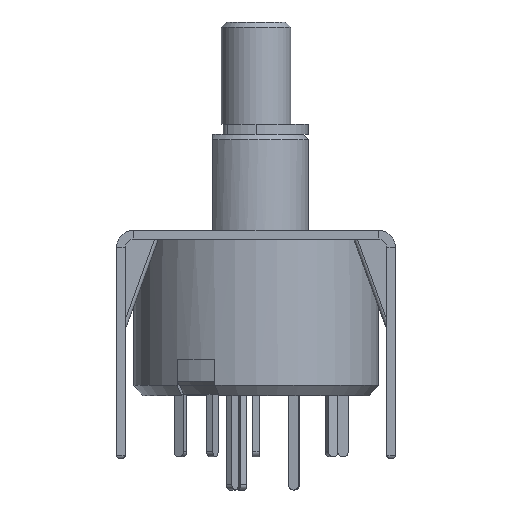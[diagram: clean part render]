
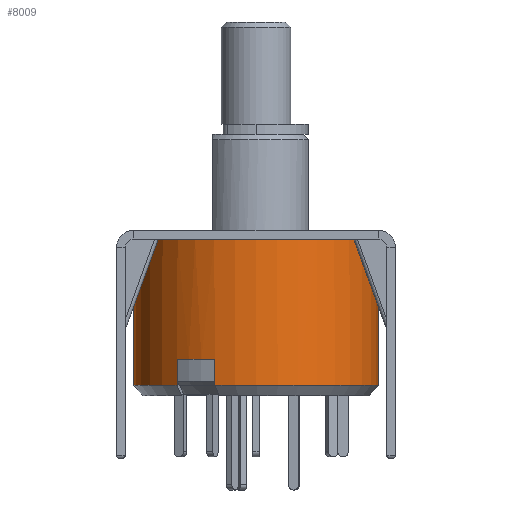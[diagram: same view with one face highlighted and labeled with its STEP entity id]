
A CAD part, front view. The second image highlights one B-rep face of the part: STEP entity #8009.
In plain terms, the highlighted cylindrical face has radius 7 mm (diameter 14 mm), a partial arc.
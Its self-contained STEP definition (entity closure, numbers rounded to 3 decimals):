
#9 = AXIS2_PLACEMENT_3D ( 'NONE', #5728, #1822, #3805 ) ;
#142 = CARTESIAN_POINT ( 'NONE',  ( -4.526, -5.34, -5.9 ) ) ;
#238 = EDGE_LOOP ( 'NONE', ( #3610, #3477, #11242, #3474, #7847, #12328, #5211, #9251 ) ) ;
#552 = DIRECTION ( 'NONE',  ( 0., 0., -1. ) ) ;
#701 = VERTEX_POINT ( 'NONE', #10755 ) ;
#827 = CARTESIAN_POINT ( 'NONE',  ( 0., 0., 0.95 ) ) ;
#1024 = DIRECTION ( 'NONE',  ( 1., 0., 0. ) ) ;
#1314 = CIRCLE ( 'NONE', #10104, 7. ) ;
#1326 = VECTOR ( 'NONE', #552, 1000. ) ;
#1715 = VERTEX_POINT ( 'NONE', #9880 ) ;
#1822 = DIRECTION ( 'NONE',  ( 0., 0., 1. ) ) ;
#2361 = LINE ( 'NONE', #11364, #7520 ) ;
#3088 = DIRECTION ( 'NONE',  ( 0., 0., -1. ) ) ;
#3474 = ORIENTED_EDGE ( 'NONE', *, *, #12898, .F. ) ;
#3477 = ORIENTED_EDGE ( 'NONE', *, *, #11994, .T. ) ;
#3610 = ORIENTED_EDGE ( 'NONE', *, *, #9772, .F. ) ;
#3704 = CARTESIAN_POINT ( 'NONE',  ( -2.361, -6.59, -5.9 ) ) ;
#3805 = DIRECTION ( 'NONE',  ( -1., 0., 0. ) ) ;
#4177 = VERTEX_POINT ( 'NONE', #3704 ) ;
#4313 = CYLINDRICAL_SURFACE ( 'NONE', #10875, 7. ) ;
#4360 = DIRECTION ( 'NONE',  ( 0., 0., -1. ) ) ;
#4505 = VECTOR ( 'NONE', #8791, 1000. ) ;
#4622 = FACE_OUTER_BOUND ( 'NONE', #238, .T. ) ;
#4709 = EDGE_CURVE ( 'NONE', #7226, #13304, #9851, .T. ) ;
#4792 = EDGE_CURVE ( 'NONE', #1715, #5198, #12794, .T. ) ;
#4865 = DIRECTION ( 'NONE',  ( 0., 0., -1. ) ) ;
#5165 = CARTESIAN_POINT ( 'NONE',  ( 7., 0., 0.95 ) ) ;
#5198 = VERTEX_POINT ( 'NONE', #142 ) ;
#5211 = ORIENTED_EDGE ( 'NONE', *, *, #9136, .T. ) ;
#5329 = AXIS2_PLACEMENT_3D ( 'NONE', #7394, #4360, #6379 ) ;
#5481 = CIRCLE ( 'NONE', #12981, 7. ) ;
#5728 = CARTESIAN_POINT ( 'NONE',  ( 0., 0., -5.9 ) ) ;
#5895 = DIRECTION ( 'NONE',  ( -1., 0., 0. ) ) ;
#6203 = LINE ( 'NONE', #10277, #6532 ) ;
#6379 = DIRECTION ( 'NONE',  ( 1., 0., 0. ) ) ;
#6532 = VECTOR ( 'NONE', #13296, 1000. ) ;
#6697 = CARTESIAN_POINT ( 'NONE',  ( -4.526, -5.34, 9. ) ) ;
#7226 = VERTEX_POINT ( 'NONE', #10195 ) ;
#7394 = CARTESIAN_POINT ( 'NONE',  ( 0., 0., -7.4 ) ) ;
#7417 = CARTESIAN_POINT ( 'NONE',  ( -7., 0., 0.95 ) ) ;
#7520 = VECTOR ( 'NONE', #3088, 1000. ) ;
#7847 = ORIENTED_EDGE ( 'NONE', *, *, #4792, .T. ) ;
#8009 = ADVANCED_FACE ( 'NONE', ( #4622 ), #4313, .T. ) ;
#8213 = DIRECTION ( 'NONE',  ( 0., 0., -1. ) ) ;
#8747 = VERTEX_POINT ( 'NONE', #7417 ) ;
#8791 = DIRECTION ( 'NONE',  ( 0., 0., 1. ) ) ;
#8957 = CARTESIAN_POINT ( 'NONE',  ( -2.361, -6.59, -7.4 ) ) ;
#9092 = CARTESIAN_POINT ( 'NONE',  ( 0., 0., 9. ) ) ;
#9136 = EDGE_CURVE ( 'NONE', #4177, #13304, #2361, .T. ) ;
#9251 = ORIENTED_EDGE ( 'NONE', *, *, #4709, .F. ) ;
#9392 = CARTESIAN_POINT ( 'NONE',  ( 0., 0., -7.4 ) ) ;
#9772 = EDGE_CURVE ( 'NONE', #10951, #7226, #6203, .T. ) ;
#9851 = CIRCLE ( 'NONE', #5329, 7. ) ;
#9880 = CARTESIAN_POINT ( 'NONE',  ( -4.526, -5.34, -7.4 ) ) ;
#10104 = AXIS2_PLACEMENT_3D ( 'NONE', #827, #11207, #13305 ) ;
#10195 = CARTESIAN_POINT ( 'NONE',  ( 7., 0., -7.4 ) ) ;
#10215 = CIRCLE ( 'NONE', #9, 7. ) ;
#10277 = CARTESIAN_POINT ( 'NONE',  ( 7., 0., 9. ) ) ;
#10755 = CARTESIAN_POINT ( 'NONE',  ( -7., 0., -7.4 ) ) ;
#10875 = AXIS2_PLACEMENT_3D ( 'NONE', #9092, #4865, #5895 ) ;
#10951 = VERTEX_POINT ( 'NONE', #5165 ) ;
#11207 = DIRECTION ( 'NONE',  ( 0., 0., -1. ) ) ;
#11242 = ORIENTED_EDGE ( 'NONE', *, *, #11783, .T. ) ;
#11364 = CARTESIAN_POINT ( 'NONE',  ( -2.361, -6.59, 9. ) ) ;
#11494 = CARTESIAN_POINT ( 'NONE',  ( -7., 0., 9. ) ) ;
#11783 = EDGE_CURVE ( 'NONE', #8747, #701, #12836, .T. ) ;
#11994 = EDGE_CURVE ( 'NONE', #10951, #8747, #1314, .T. ) ;
#12328 = ORIENTED_EDGE ( 'NONE', *, *, #13223, .T. ) ;
#12794 = LINE ( 'NONE', #6697, #4505 ) ;
#12836 = LINE ( 'NONE', #11494, #1326 ) ;
#12898 = EDGE_CURVE ( 'NONE', #1715, #701, #5481, .T. ) ;
#12981 = AXIS2_PLACEMENT_3D ( 'NONE', #9392, #8213, #1024 ) ;
#13223 = EDGE_CURVE ( 'NONE', #5198, #4177, #10215, .T. ) ;
#13296 = DIRECTION ( 'NONE',  ( 0., 0., -1. ) ) ;
#13304 = VERTEX_POINT ( 'NONE', #8957 ) ;
#13305 = DIRECTION ( 'NONE',  ( -1., 0., 0. ) ) ;
